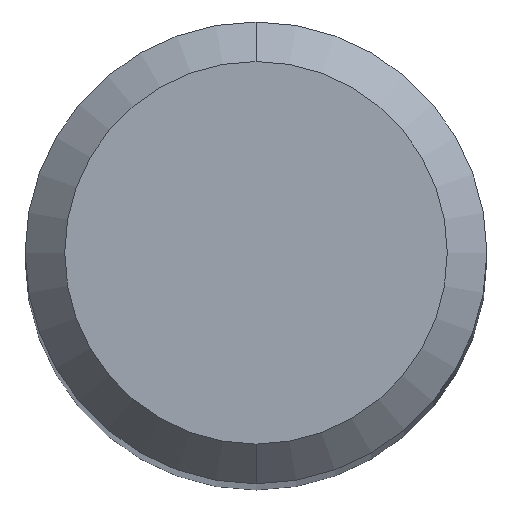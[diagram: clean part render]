
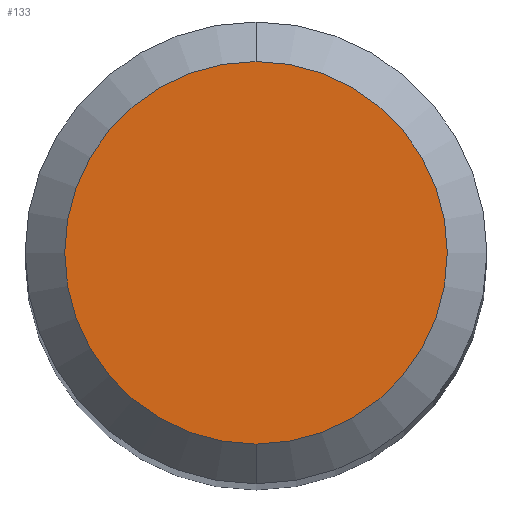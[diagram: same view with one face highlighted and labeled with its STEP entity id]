
A CAD part, top view. The second image highlights one B-rep face of the part: STEP entity #133.
In plain terms, the highlighted planar face has unit normal (0, 0, 1).
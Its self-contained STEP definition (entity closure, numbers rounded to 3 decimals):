
#133=ADVANCED_FACE('',(#349),#350,.T.);
#149=EDGE_CURVE('',#249,#241,#368,.T.);
#241=VERTEX_POINT('',#466);
#249=VERTEX_POINT('',#476);
#321=EDGE_CURVE('',#241,#249,#561,.T.);
#349=FACE_OUTER_BOUND('',#582,.T.);
#350=PLANE('',#583);
#368=CIRCLE('',#602,1.45);
#466=CARTESIAN_POINT('',(0.0,1.45,0.));
#476=CARTESIAN_POINT('',(0.,-1.45,0.));
#561=CIRCLE('',#858,1.45);
#582=EDGE_LOOP('',(#874,#875));
#583=AXIS2_PLACEMENT_3D('',#876,#877,#878);
#602=AXIS2_PLACEMENT_3D('',#899,#900,#901);
#858=AXIS2_PLACEMENT_3D('',#1142,#1143,#1144);
#874=ORIENTED_EDGE('',*,*,#321,.F.);
#875=ORIENTED_EDGE('',*,*,#149,.F.);
#876=CARTESIAN_POINT('',(0.0,0.725,0.));
#877=DIRECTION('',(-0.0,0.0,1.0));
#878=DIRECTION('',(0.0,-1.0,0.0));
#899=CARTESIAN_POINT('',(0.0,0.0,0.));
#900=DIRECTION('',(0.0,0.0,-1.0));
#901=DIRECTION('',(0.0,1.0,0.0));
#1142=CARTESIAN_POINT('',(0.0,0.0,0.));
#1143=DIRECTION('',(0.0,0.0,-1.0));
#1144=DIRECTION('',(0.0,1.0,0.0));
